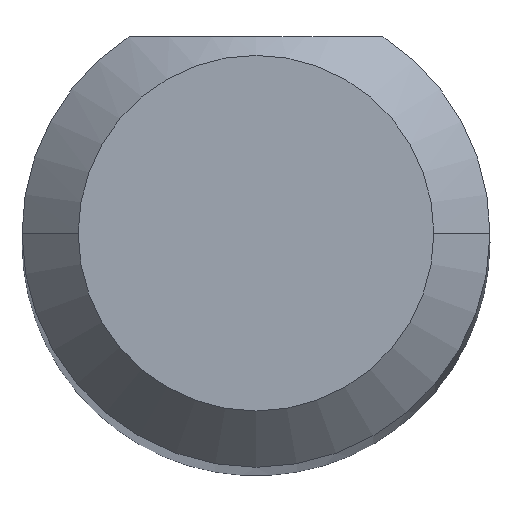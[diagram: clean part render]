
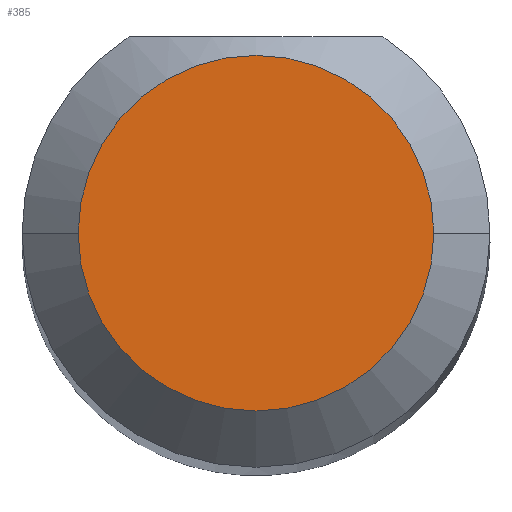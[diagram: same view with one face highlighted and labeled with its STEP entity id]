
A CAD part, top view. The second image highlights one B-rep face of the part: STEP entity #385.
In plain terms, the highlighted planar face has unit normal (0, 0, 1).
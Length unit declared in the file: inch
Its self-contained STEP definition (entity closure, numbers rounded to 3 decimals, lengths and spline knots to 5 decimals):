
#44 = DIRECTION ( 'NONE',  ( 1., 0., 0. ) ) ;
#53 = EDGE_LOOP ( 'NONE', ( #480, #70 ) ) ;
#70 = ORIENTED_EDGE ( 'NONE', *, *, #536, .T. ) ;
#91 = PLANE ( 'NONE',  #463 ) ;
#105 = DIRECTION ( 'NONE',  ( 0., 0., 1. ) ) ;
#126 = EDGE_CURVE ( 'NONE', #538, #545, #588, .T. ) ;
#162 = DIRECTION ( 'NONE',  ( 0., 0., 1. ) ) ;
#182 = AXIS2_PLACEMENT_3D ( 'NONE', #359, #105, #311 ) ;
#311 = DIRECTION ( 'NONE',  ( 1., 0., 0. ) ) ;
#352 = FACE_OUTER_BOUND ( 'NONE', #53, .T. ) ;
#359 = CARTESIAN_POINT ( 'NONE',  ( 0., 0., 1.5 ) ) ;
#367 = CARTESIAN_POINT ( 'NONE',  ( -0.0475, 0., 1.5 ) ) ;
#376 = DIRECTION ( 'NONE',  ( 1., 0., 0. ) ) ;
#377 = CIRCLE ( 'NONE', #182, 0.0475 ) ;
#385 = ADVANCED_FACE ( 'NONE', ( #352 ), #91, .T. ) ;
#387 = AXIS2_PLACEMENT_3D ( 'NONE', #425, #162, #376 ) ;
#397 = DIRECTION ( 'NONE',  ( 0., 0., 1. ) ) ;
#412 = CARTESIAN_POINT ( 'NONE',  ( 0., 0., 1.5 ) ) ;
#425 = CARTESIAN_POINT ( 'NONE',  ( 0., 0., 1.5 ) ) ;
#463 = AXIS2_PLACEMENT_3D ( 'NONE', #412, #397, #44 ) ;
#474 = CARTESIAN_POINT ( 'NONE',  ( 0.0475, 0., 1.5 ) ) ;
#480 = ORIENTED_EDGE ( 'NONE', *, *, #126, .T. ) ;
#536 = EDGE_CURVE ( 'NONE', #545, #538, #377, .T. ) ;
#538 = VERTEX_POINT ( 'NONE', #367 ) ;
#545 = VERTEX_POINT ( 'NONE', #474 ) ;
#588 = CIRCLE ( 'NONE', #387, 0.0475 ) ;
